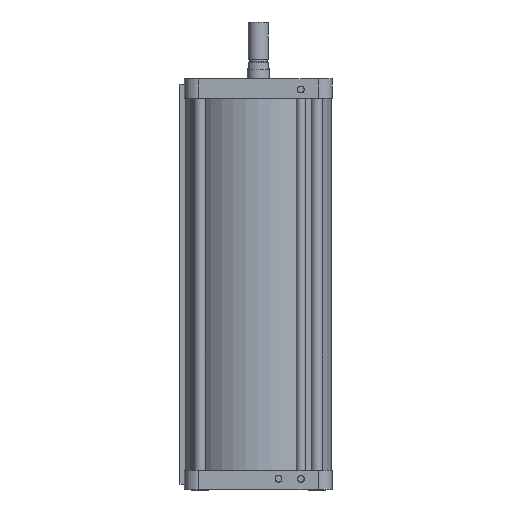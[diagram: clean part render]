
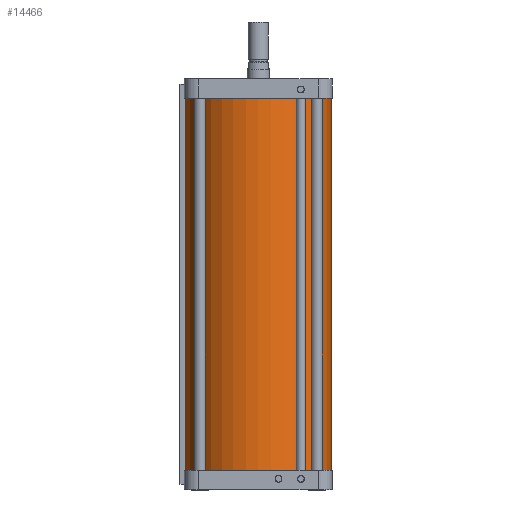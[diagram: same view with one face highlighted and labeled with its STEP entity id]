
A CAD part, front view. The second image highlights one B-rep face of the part: STEP entity #14466.
In plain terms, the highlighted cylindrical face has radius 131 mm (diameter 262 mm), a full revolution.
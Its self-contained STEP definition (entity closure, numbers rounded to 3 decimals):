
#579=CYLINDRICAL_SURFACE('',#15309,131.);
#2059=ORIENTED_EDGE('',*,*,#4810,.F.);
#2060=ORIENTED_EDGE('',*,*,#4811,.T.);
#4810=EDGE_CURVE('',#6198,#6198,#7188,.T.);
#4811=EDGE_CURVE('',#6199,#6199,#7189,.T.);
#6198=VERTEX_POINT('',#19717);
#6199=VERTEX_POINT('',#19720);
#7188=CIRCLE('',#15306,131.);
#7189=CIRCLE('',#15308,131.);
#7690=EDGE_LOOP('',(#2059));
#7691=EDGE_LOOP('',(#2060));
#8776=FACE_BOUND('',#7690,.T.);
#8777=FACE_BOUND('',#7691,.T.);
#14466=ADVANCED_FACE('',(#8776,#8777),#579,.T.);
#15306=AXIS2_PLACEMENT_3D('',#19716,#16608,#16609);
#15308=AXIS2_PLACEMENT_3D('',#19719,#16612,#16613);
#15309=AXIS2_PLACEMENT_3D('',#19721,#16614,#16615);
#16608=DIRECTION('',(0.,0.,1.));
#16609=DIRECTION('',(1.,0.,0.));
#16612=DIRECTION('',(0.,0.,1.));
#16613=DIRECTION('',(1.,0.,0.));
#16614=DIRECTION('',(0.,0.,-1.));
#16615=DIRECTION('',(0.,1.,0.));
#19716=CARTESIAN_POINT('',(1080.,0.,753.));
#19717=CARTESIAN_POINT('',(1211.,0.,753.));
#19719=CARTESIAN_POINT('',(1080.,0.,85.));
#19720=CARTESIAN_POINT('',(1211.,0.,85.));
#19721=CARTESIAN_POINT('',(1080.,0.,40.));
